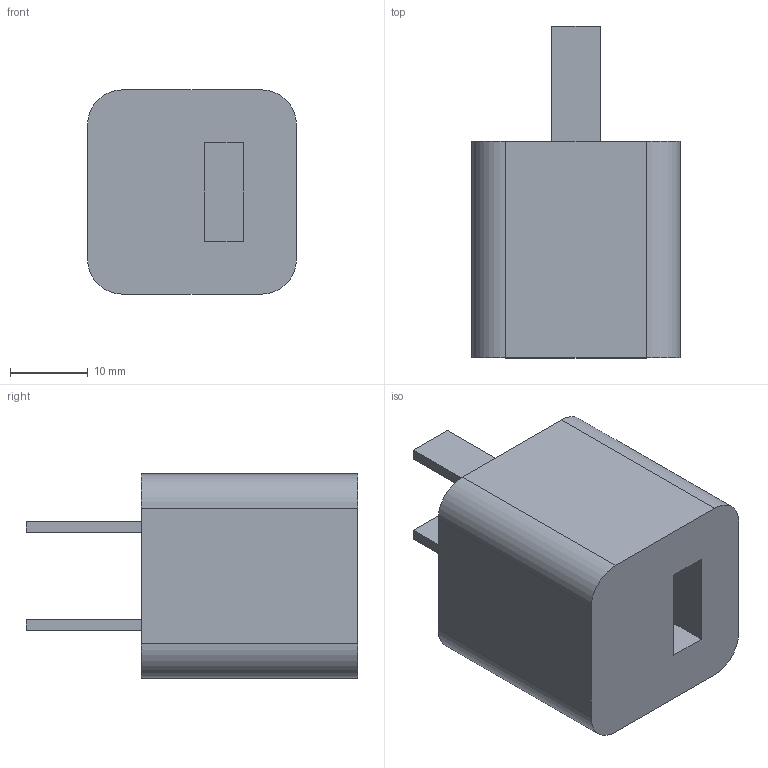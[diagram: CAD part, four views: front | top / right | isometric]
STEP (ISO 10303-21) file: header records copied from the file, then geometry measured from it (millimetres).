
FILE_DESCRIPTION(/* description */ (''),/* implementation_level */ '2;1');
FILE_NAME(/* name */ 'ChargerPlug.step',/* time_stamp */ '2024-11-06T22:03:39+08:00',/* author */ (''),/* organization */ (''),/* preprocessor_version */ 'ST-DEVELOPER v20',/* originating_system */ 'Autodesk Translation Framework v13.20.0.188',/* authorisation */ '');
FILE_SCHEMA (('AUTOMOTIVE_DESIGN { 1 0 10303 214 3 1 1 }'));
Length unit declared in the file: millimetre
Products named in the file (1): ChargerPlug
Bounding box: 26.8 x 42.6 x 26.2 mm (x, y, z)
Volume: 18666.1 mm3; surface area: 4955.1 mm2
Topology: 3 solids, 3 shells, 27 faces, 60 edges, 40 vertices
Faces by surface type: plane 23, cylinder 4
Entity records: 787 total; most frequent: CARTESIAN_POINT 128, DIRECTION 124, ORIENTED_EDGE 120, EDGE_CURVE 60, LINE 52, VECTOR 52, VERTEX_POINT 40, AXIS2_PLACEMENT_3D 36
